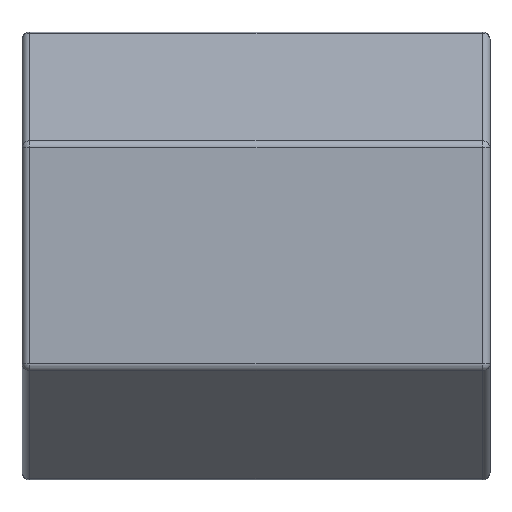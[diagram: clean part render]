
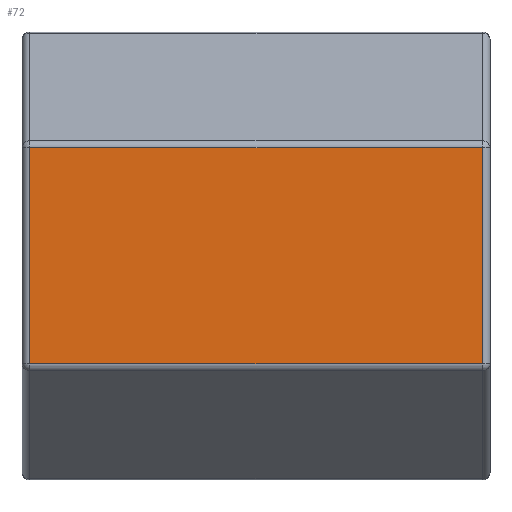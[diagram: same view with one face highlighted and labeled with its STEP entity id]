
A CAD part, top view. The second image highlights one B-rep face of the part: STEP entity #72.
In plain terms, the highlighted planar face has unit normal (0, 0, 1).
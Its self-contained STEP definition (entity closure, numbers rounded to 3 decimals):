
#9 = VECTOR ( 'NONE', #502, 1000. ) ;
#54 = LINE ( 'NONE', #504, #9 ) ;
#72 = ADVANCED_FACE ( 'NONE', ( #602 ), #853, .F. ) ;
#91 = EDGE_CURVE ( 'NONE', #208, #665, #552, .T. ) ;
#208 = VERTEX_POINT ( 'NONE', #471 ) ;
#213 = VERTEX_POINT ( 'NONE', #427 ) ;
#230 = ORIENTED_EDGE ( 'NONE', *, *, #1022, .T. ) ;
#242 = VERTEX_POINT ( 'NONE', #406 ) ;
#294 = CARTESIAN_POINT ( 'NONE',  ( 0.1, -1.386, 2.5 ) ) ;
#406 = CARTESIAN_POINT ( 'NONE',  ( 5.9, 1.386, 2.5 ) ) ;
#414 = ORIENTED_EDGE ( 'NONE', *, *, #91, .T. ) ;
#427 = CARTESIAN_POINT ( 'NONE',  ( 5.9, -1.386, 2.5 ) ) ;
#471 = CARTESIAN_POINT ( 'NONE',  ( 0.1, 1.386, 2.5 ) ) ;
#485 = EDGE_CURVE ( 'NONE', #665, #213, #54, .T. ) ;
#502 = DIRECTION ( 'NONE',  ( 1., 0., 0. ) ) ;
#504 = CARTESIAN_POINT ( 'NONE',  ( 6., -1.386, 2.5 ) ) ;
#506 = VECTOR ( 'NONE', #1128, 1000. ) ;
#508 = VECTOR ( 'NONE', #881, 1000. ) ;
#518 = ORIENTED_EDGE ( 'NONE', *, *, #485, .T. ) ;
#552 = LINE ( 'NONE', #832, #1236 ) ;
#602 = FACE_OUTER_BOUND ( 'NONE', #688, .T. ) ;
#665 = VERTEX_POINT ( 'NONE', #294 ) ;
#688 = EDGE_LOOP ( 'NONE', ( #414, #518, #230, #1051 ) ) ;
#832 = CARTESIAN_POINT ( 'NONE',  ( 0.1, 1.443, 2.5 ) ) ;
#836 = DIRECTION ( 'NONE',  ( 0., -1., 0. ) ) ;
#847 = DIRECTION ( 'NONE',  ( -1., 0., 0. ) ) ;
#851 = DIRECTION ( 'NONE',  ( 0., 0., -1. ) ) ;
#853 = PLANE ( 'NONE',  #1119 ) ;
#855 = CARTESIAN_POINT ( 'NONE',  ( 6., 1.386, 2.5 ) ) ;
#868 = CARTESIAN_POINT ( 'NONE',  ( 6., 1.443, 2.5 ) ) ;
#881 = DIRECTION ( 'NONE',  ( 0., 1., 0. ) ) ;
#1022 = EDGE_CURVE ( 'NONE', #213, #242, #1218, .T. ) ;
#1051 = ORIENTED_EDGE ( 'NONE', *, *, #1251, .T. ) ;
#1108 = CARTESIAN_POINT ( 'NONE',  ( 5.9, 1.443, 2.5 ) ) ;
#1119 = AXIS2_PLACEMENT_3D ( 'NONE', #868, #851, #847 ) ;
#1128 = DIRECTION ( 'NONE',  ( -1., 0., 0. ) ) ;
#1216 = LINE ( 'NONE', #855, #506 ) ;
#1218 = LINE ( 'NONE', #1108, #508 ) ;
#1236 = VECTOR ( 'NONE', #836, 1000. ) ;
#1251 = EDGE_CURVE ( 'NONE', #242, #208, #1216, .T. ) ;
